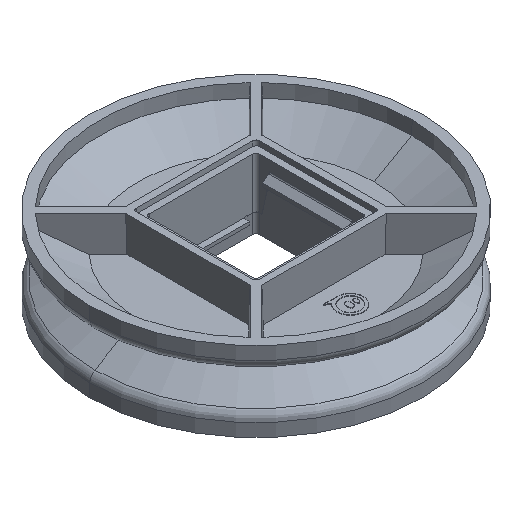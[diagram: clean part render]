
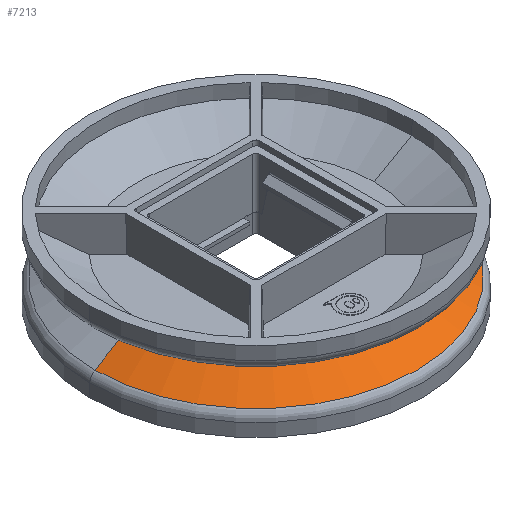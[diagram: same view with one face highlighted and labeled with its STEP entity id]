
A CAD part, isometric view. The second image highlights one B-rep face of the part: STEP entity #7213.
In plain terms, the highlighted conical face has half-angle 60 degrees and reference radius 25 mm.
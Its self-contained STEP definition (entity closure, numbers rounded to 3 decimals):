
#128 = ORIENTED_EDGE ( 'NONE', *, *, #5018, .T. ) ;
#159 = ORIENTED_EDGE ( 'NONE', *, *, #5893, .T. ) ;
#969 = CIRCLE ( 'NONE', #10222, 19.875 ) ;
#1225 = VERTEX_POINT ( 'NONE', #21609 ) ;
#1439 = CONICAL_SURFACE ( 'NONE', #23780, 25., 1.047 ) ;
#1848 = DIRECTION ( 'NONE',  ( 0., 0., -1. ) ) ;
#1957 = CARTESIAN_POINT ( 'NONE',  ( 19.875, 0., -0.217 ) ) ;
#2027 = ORIENTED_EDGE ( 'NONE', *, *, #10407, .F. ) ;
#2206 = EDGE_CURVE ( 'NONE', #19761, #11444, #26031, .T. ) ;
#4209 = FACE_OUTER_BOUND ( 'NONE', #15467, .T. ) ;
#5018 = EDGE_CURVE ( 'NONE', #1225, #19761, #10420, .T. ) ;
#5368 = CARTESIAN_POINT ( 'NONE',  ( 24.25, 0., -2.742 ) ) ;
#5817 = CARTESIAN_POINT ( 'NONE',  ( 0., 0., -0.217 ) ) ;
#5893 = EDGE_CURVE ( 'NONE', #10691, #1225, #969, .T. ) ;
#6987 = CARTESIAN_POINT ( 'NONE',  ( 0., 0., -2.742 ) ) ;
#7213 = ADVANCED_FACE ( 'NONE', ( #4209 ), #1439, .T. ) ;
#8455 = CARTESIAN_POINT ( 'NONE',  ( -25., 0., -3.175 ) ) ;
#10222 = AXIS2_PLACEMENT_3D ( 'NONE', #5817, #20219, #17820 ) ;
#10407 = EDGE_CURVE ( 'NONE', #10691, #11444, #15684, .T. ) ;
#10420 = LINE ( 'NONE', #8455, #23309 ) ;
#10691 = VERTEX_POINT ( 'NONE', #1957 ) ;
#11444 = VERTEX_POINT ( 'NONE', #5368 ) ;
#13826 = CARTESIAN_POINT ( 'NONE',  ( 25., 0., -3.175 ) ) ;
#13958 = DIRECTION ( 'NONE',  ( -1., 0., 0. ) ) ;
#14643 = DIRECTION ( 'NONE',  ( 0., 0., 1. ) ) ;
#15467 = EDGE_LOOP ( 'NONE', ( #2027, #159, #128, #15873 ) ) ;
#15684 = LINE ( 'NONE', #13826, #21510 ) ;
#15873 = ORIENTED_EDGE ( 'NONE', *, *, #2206, .T. ) ;
#16216 = CARTESIAN_POINT ( 'NONE',  ( 0., 0., -3.175 ) ) ;
#17820 = DIRECTION ( 'NONE',  ( 1., 0., 0. ) ) ;
#17948 = AXIS2_PLACEMENT_3D ( 'NONE', #6987, #14643, #22732 ) ;
#18480 = DIRECTION ( 'NONE',  ( -0.866, 0., -0.5 ) ) ;
#19761 = VERTEX_POINT ( 'NONE', #24871 ) ;
#20219 = DIRECTION ( 'NONE',  ( 0., 0., -1. ) ) ;
#21510 = VECTOR ( 'NONE', #25767, 1000. ) ;
#21609 = CARTESIAN_POINT ( 'NONE',  ( -19.875, 0., -0.217 ) ) ;
#22732 = DIRECTION ( 'NONE',  ( 1., 0., 0. ) ) ;
#23309 = VECTOR ( 'NONE', #18480, 1000. ) ;
#23780 = AXIS2_PLACEMENT_3D ( 'NONE', #16216, #1848, #13958 ) ;
#24871 = CARTESIAN_POINT ( 'NONE',  ( -24.25, 0., -2.742 ) ) ;
#25767 = DIRECTION ( 'NONE',  ( 0.866, 0., -0.5 ) ) ;
#26031 = CIRCLE ( 'NONE', #17948, 24.25 ) ;
